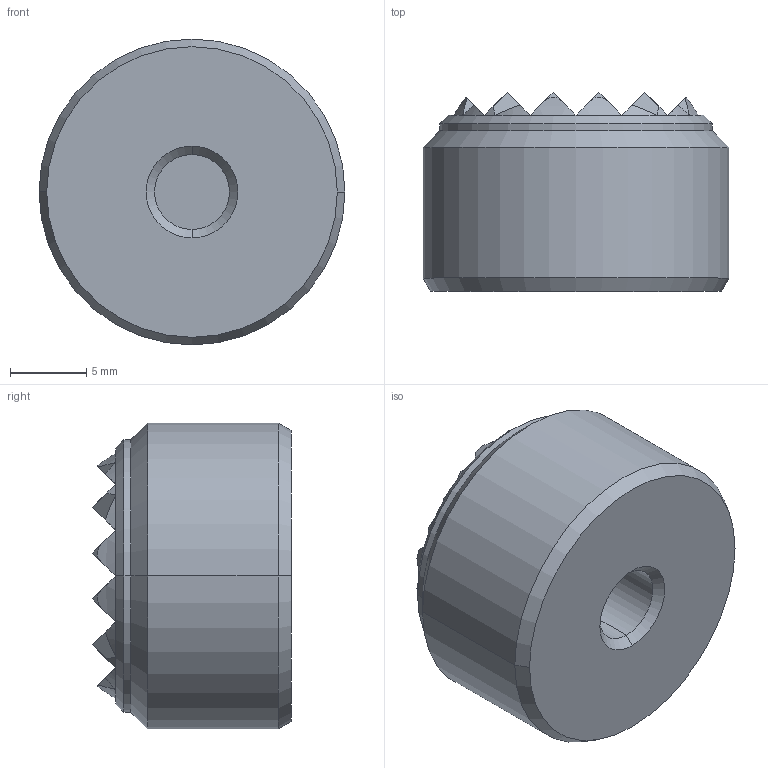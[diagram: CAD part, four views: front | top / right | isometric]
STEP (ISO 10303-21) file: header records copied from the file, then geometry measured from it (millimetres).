
FILE_DESCRIPTION(('STEP AP214'),'1');
FILE_NAME('HALDERN_EH_22620_0215.stp','2017-07-04T08:51:42',('TraceParts'),('TraceParts S.A.'),'Spatial InterOp 3D',' ',' ');
FILE_SCHEMA(('automotive_design'));
Length unit declared in the file: millimetre
Products named in the file (2): HALDERN_EH_22620_0215_1; HALDERN_EH_22620_0215_2
Bounding box: 20 x 13 x 20 mm (x, y, z)
Volume: 3406.7 mm3; surface area: 2275.9 mm2
Topology: 2 solids, 2 shells, 135 faces, 248 edges, 119 vertices
Faces by surface type: plane 109, cone 14, cylinder 12
Entity records: 4267 total; most frequent: DIRECTION 604, CARTESIAN_POINT 504, ORIENTED_EDGE 496, EDGE_CURVE 248, AXIS2_PLACEMENT_3D 219, LINE 166, VECTOR 166, EDGE_LOOP 139
